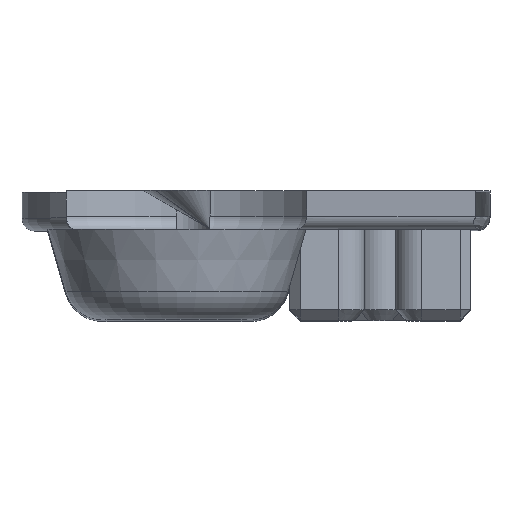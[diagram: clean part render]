
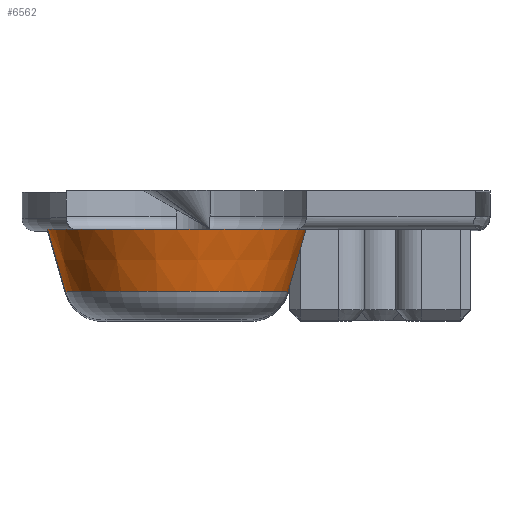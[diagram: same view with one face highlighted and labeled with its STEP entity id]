
A CAD part, top view. The second image highlights one B-rep face of the part: STEP entity #6562.
In plain terms, the highlighted conical face has half-angle 15.945 degrees and reference radius 8 mm.
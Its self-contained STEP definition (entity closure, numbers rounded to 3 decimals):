
#2206 = PLANE('',#2207);
#2207 = AXIS2_PLACEMENT_3D('',#2208,#2209,#2210);
#2208 = CARTESIAN_POINT('',(-14.266,3.,24.));
#2209 = DIRECTION('',(0.,1.,0.));
#2210 = DIRECTION('',(0.,0.,-1.));
#3983 = EDGE_CURVE('',#3984,#3984,#3986,.T.);
#3984 = VERTEX_POINT('',#3985);
#3985 = CARTESIAN_POINT('',(-11.25,3.,64.));
#3986 = SURFACE_CURVE('',#3987,(#3992,#3999),.PCURVE_S1.);
#3987 = CIRCLE('',#3988,10.);
#3988 = AXIS2_PLACEMENT_3D('',#3989,#3990,#3991);
#3989 = CARTESIAN_POINT('',(-21.25,3.,64.));
#3990 = DIRECTION('',(-0.,1.,0.));
#3991 = DIRECTION('',(1.,0.,0.));
#3992 = PCURVE('',#2206,#3993);
#3993 = DEFINITIONAL_REPRESENTATION('',(#3994),#3998);
#3994 = CIRCLE('',#3995,10.);
#3995 = AXIS2_PLACEMENT_2D('',#3996,#3997);
#3996 = CARTESIAN_POINT('',(-40.,6.984));
#3997 = DIRECTION('',(0.,-1.));
#3998 = ( GEOMETRIC_REPRESENTATION_CONTEXT(2) 
PARAMETRIC_REPRESENTATION_CONTEXT() REPRESENTATION_CONTEXT('2D SPACE',''
  ) );
#3999 = PCURVE('',#4000,#4005);
#4000 = CONICAL_SURFACE('',#4001,8.,0.278);
#4001 = AXIS2_PLACEMENT_3D('',#4002,#4003,#4004);
#4002 = CARTESIAN_POINT('',(-21.25,-4.,64.));
#4003 = DIRECTION('',(0.,1.,0.));
#4004 = DIRECTION('',(1.,0.,0.));
#4005 = DEFINITIONAL_REPRESENTATION('',(#4006),#4010);
#4006 = LINE('',#4007,#4008);
#4007 = CARTESIAN_POINT('',(0.,7.));
#4008 = VECTOR('',#4009,1.);
#4009 = DIRECTION('',(1.,0.));
#4010 = ( GEOMETRIC_REPRESENTATION_CONTEXT(2) 
PARAMETRIC_REPRESENTATION_CONTEXT() REPRESENTATION_CONTEXT('2D SPACE',''
  ) );
#6562 = ADVANCED_FACE('',(#6563),#4000,.T.);
#6563 = FACE_BOUND('',#6564,.T.);
#6564 = EDGE_LOOP('',(#6565,#6588,#6589,#6590));
#6565 = ORIENTED_EDGE('',*,*,#6566,.T.);
#6566 = EDGE_CURVE('',#6567,#3984,#6569,.T.);
#6567 = VERTEX_POINT('',#6568);
#6568 = CARTESIAN_POINT('',(-12.628,-1.824,64.));
#6569 = SEAM_CURVE('',#6570,(#6574,#6581),.PCURVE_S1.);
#6570 = LINE('',#6571,#6572);
#6571 = CARTESIAN_POINT('',(-13.25,-4.,64.));
#6572 = VECTOR('',#6573,1.);
#6573 = DIRECTION('',(0.275,0.962,0.));
#6574 = PCURVE('',#4000,#6575);
#6575 = DEFINITIONAL_REPRESENTATION('',(#6576),#6580);
#6576 = LINE('',#6577,#6578);
#6577 = CARTESIAN_POINT('',(6.283,-0.));
#6578 = VECTOR('',#6579,1.);
#6579 = DIRECTION('',(0.,1.));
#6580 = ( GEOMETRIC_REPRESENTATION_CONTEXT(2) 
PARAMETRIC_REPRESENTATION_CONTEXT() REPRESENTATION_CONTEXT('2D SPACE',''
  ) );
#6581 = PCURVE('',#4000,#6582);
#6582 = DEFINITIONAL_REPRESENTATION('',(#6583),#6587);
#6583 = LINE('',#6584,#6585);
#6584 = CARTESIAN_POINT('',(0.,-0.));
#6585 = VECTOR('',#6586,1.);
#6586 = DIRECTION('',(0.,1.));
#6587 = ( GEOMETRIC_REPRESENTATION_CONTEXT(2) 
PARAMETRIC_REPRESENTATION_CONTEXT() REPRESENTATION_CONTEXT('2D SPACE',''
  ) );
#6588 = ORIENTED_EDGE('',*,*,#3983,.F.);
#6589 = ORIENTED_EDGE('',*,*,#6566,.F.);
#6590 = ORIENTED_EDGE('',*,*,#6591,.T.);
#6591 = EDGE_CURVE('',#6567,#6567,#6592,.T.);
#6592 = SURFACE_CURVE('',#6593,(#6598,#6605),.PCURVE_S1.);
#6593 = CIRCLE('',#6594,8.622);
#6594 = AXIS2_PLACEMENT_3D('',#6595,#6596,#6597);
#6595 = CARTESIAN_POINT('',(-21.25,-1.824,64.));
#6596 = DIRECTION('',(-0.,1.,0.));
#6597 = DIRECTION('',(1.,0.,0.));
#6598 = PCURVE('',#4000,#6599);
#6599 = DEFINITIONAL_REPRESENTATION('',(#6600),#6604);
#6600 = LINE('',#6601,#6602);
#6601 = CARTESIAN_POINT('',(0.,2.176));
#6602 = VECTOR('',#6603,1.);
#6603 = DIRECTION('',(1.,0.));
#6604 = ( GEOMETRIC_REPRESENTATION_CONTEXT(2) 
PARAMETRIC_REPRESENTATION_CONTEXT() REPRESENTATION_CONTEXT('2D SPACE',''
  ) );
#6605 = PCURVE('',#6606,#6611);
#6606 = TOROIDAL_SURFACE('',#6607,5.737,3.);
#6607 = AXIS2_PLACEMENT_3D('',#6608,#6609,#6610);
#6608 = CARTESIAN_POINT('',(-21.25,-1.,64.));
#6609 = DIRECTION('',(0.,-1.,0.));
#6610 = DIRECTION('',(1.,0.,0.));
#6611 = DEFINITIONAL_REPRESENTATION('',(#6612),#6616);
#6612 = LINE('',#6613,#6614);
#6613 = CARTESIAN_POINT('',(-0.,0.278));
#6614 = VECTOR('',#6615,1.);
#6615 = DIRECTION('',(-1.,0.));
#6616 = ( GEOMETRIC_REPRESENTATION_CONTEXT(2) 
PARAMETRIC_REPRESENTATION_CONTEXT() REPRESENTATION_CONTEXT('2D SPACE',''
  ) );
